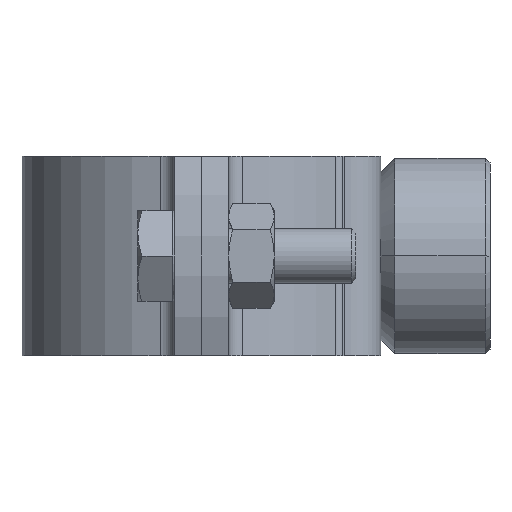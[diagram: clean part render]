
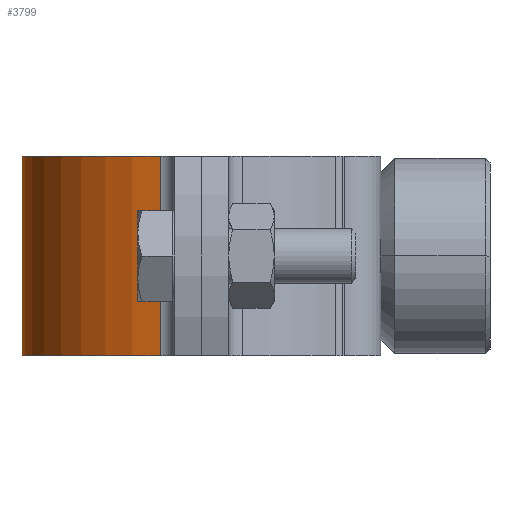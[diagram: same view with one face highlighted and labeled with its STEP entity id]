
A CAD part, left-side view. The second image highlights one B-rep face of the part: STEP entity #3799.
In plain terms, the highlighted cylindrical face has radius 19.75 mm (diameter 39.5 mm), a partial arc.
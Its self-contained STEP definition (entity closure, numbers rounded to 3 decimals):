
#47 = ORIENTED_EDGE ( 'NONE', *, *, #4672, .T. ) ;
#260 = CARTESIAN_POINT ( 'NONE',  ( -19.221, 4.54, 11. ) ) ;
#466 = VERTEX_POINT ( 'NONE', #260 ) ;
#786 = EDGE_CURVE ( 'NONE', #466, #4642, #4912, .T. ) ;
#1092 = CARTESIAN_POINT ( 'NONE',  ( 19.221, 4.54, 11. ) ) ;
#1264 = CIRCLE ( 'NONE', #5820, 19.75 ) ;
#1265 = CARTESIAN_POINT ( 'NONE',  ( -19.221, 4.54, 11. ) ) ;
#1366 = CARTESIAN_POINT ( 'NONE',  ( 0., 0., -11. ) ) ;
#1368 = AXIS2_PLACEMENT_3D ( 'NONE', #4928, #2919, #5166 ) ;
#1445 = DIRECTION ( 'NONE',  ( -1., 0., 0. ) ) ;
#1648 = CARTESIAN_POINT ( 'NONE',  ( -19.221, 4.54, -11. ) ) ;
#2331 = DIRECTION ( 'NONE',  ( 0., 0., 1. ) ) ;
#2411 = CARTESIAN_POINT ( 'NONE',  ( 0., 0., 11. ) ) ;
#2521 = EDGE_CURVE ( 'NONE', #5345, #466, #6308, .T. ) ;
#2690 = VECTOR ( 'NONE', #3776, 1000. ) ;
#2919 = DIRECTION ( 'NONE',  ( 0., 0., -1. ) ) ;
#2942 = VECTOR ( 'NONE', #5840, 1000. ) ;
#3422 = FACE_OUTER_BOUND ( 'NONE', #6321, .T. ) ;
#3598 = LINE ( 'NONE', #1092, #2942 ) ;
#3679 = CARTESIAN_POINT ( 'NONE',  ( 19.221, 4.54, 11. ) ) ;
#3776 = DIRECTION ( 'NONE',  ( 0., 0., -1. ) ) ;
#3799 = ADVANCED_FACE ( 'NONE', ( #3422 ), #5462, .T. ) ;
#3807 = DIRECTION ( 'NONE',  ( -1., 0., 0. ) ) ;
#4315 = EDGE_CURVE ( 'NONE', #5644, #4642, #1264, .T. ) ;
#4382 = CARTESIAN_POINT ( 'NONE',  ( 19.221, 4.54, -11. ) ) ;
#4642 = VERTEX_POINT ( 'NONE', #1648 ) ;
#4672 = EDGE_CURVE ( 'NONE', #5345, #5644, #3598, .T. ) ;
#4912 = LINE ( 'NONE', #1265, #2690 ) ;
#4928 = CARTESIAN_POINT ( 'NONE',  ( 0., 0., 11. ) ) ;
#5166 = DIRECTION ( 'NONE',  ( 1., 0., 0. ) ) ;
#5194 = ORIENTED_EDGE ( 'NONE', *, *, #2521, .F. ) ;
#5282 = ORIENTED_EDGE ( 'NONE', *, *, #4315, .T. ) ;
#5345 = VERTEX_POINT ( 'NONE', #3679 ) ;
#5462 = CYLINDRICAL_SURFACE ( 'NONE', #1368, 19.75 ) ;
#5644 = VERTEX_POINT ( 'NONE', #4382 ) ;
#5737 = ORIENTED_EDGE ( 'NONE', *, *, #786, .F. ) ;
#5820 = AXIS2_PLACEMENT_3D ( 'NONE', #1366, #2331, #3807 ) ;
#5840 = DIRECTION ( 'NONE',  ( 0., 0., -1. ) ) ;
#5986 = DIRECTION ( 'NONE',  ( 0., 0., 1. ) ) ;
#6205 = AXIS2_PLACEMENT_3D ( 'NONE', #2411, #5986, #1445 ) ;
#6308 = CIRCLE ( 'NONE', #6205, 19.75 ) ;
#6321 = EDGE_LOOP ( 'NONE', ( #5282, #5737, #5194, #47 ) ) ;
